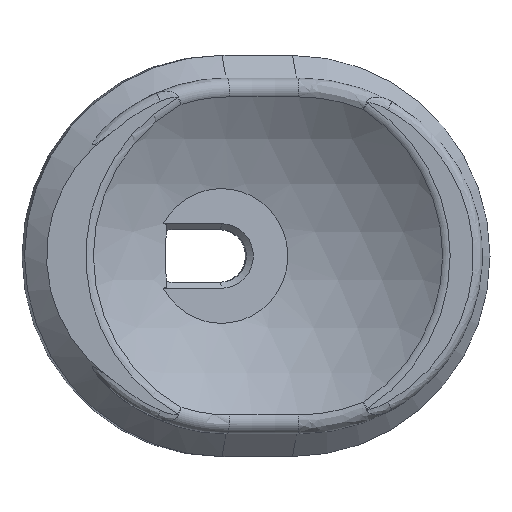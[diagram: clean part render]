
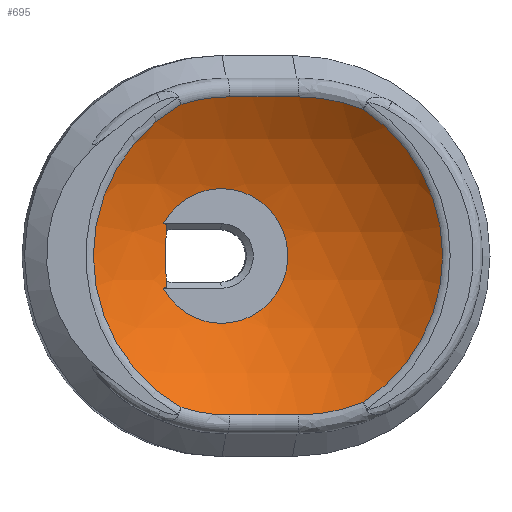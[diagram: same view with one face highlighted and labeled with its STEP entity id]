
A CAD part, top view. The second image highlights one B-rep face of the part: STEP entity #695.
In plain terms, the highlighted spherical face has radius 23.1 mm.
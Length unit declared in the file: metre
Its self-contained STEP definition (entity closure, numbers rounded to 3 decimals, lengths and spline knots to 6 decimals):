
#138=B_SPLINE_CURVE_WITH_KNOTS('',3,(#1047,#1048,#1049,#1050),
 .UNSPECIFIED.,.F.,.F.,(4,4),(0.,0.005686),.UNSPECIFIED.);
#139=B_SPLINE_CURVE_WITH_KNOTS('',3,(#1062,#1063,#1064,#1065),
 .UNSPECIFIED.,.F.,.F.,(4,4),(0.,0.00566),.UNSPECIFIED.);
#162=ORIENTED_EDGE('',*,*,#378,.T.);
#163=ORIENTED_EDGE('',*,*,#379,.T.);
#164=ORIENTED_EDGE('',*,*,#380,.T.);
#165=ORIENTED_EDGE('',*,*,#381,.T.);
#166=ORIENTED_EDGE('',*,*,#382,.T.);
#167=ORIENTED_EDGE('',*,*,#383,.T.);
#168=ORIENTED_EDGE('',*,*,#384,.T.);
#169=ORIENTED_EDGE('',*,*,#385,.T.);
#170=ORIENTED_EDGE('',*,*,#386,.F.);
#171=ORIENTED_EDGE('',*,*,#387,.T.);
#172=ORIENTED_EDGE('',*,*,#388,.F.);
#173=ORIENTED_EDGE('',*,*,#389,.T.);
#378=EDGE_CURVE('',#486,#487,#550,.T.);
#379=EDGE_CURVE('',#487,#488,#138,.T.);
#380=EDGE_CURVE('',#488,#489,#551,.F.);
#381=EDGE_CURVE('',#489,#490,#552,.T.);
#382=EDGE_CURVE('',#490,#491,#553,.T.);
#383=EDGE_CURVE('',#491,#492,#554,.T.);
#384=EDGE_CURVE('',#492,#493,#555,.F.);
#385=EDGE_CURVE('',#493,#486,#139,.T.);
#386=EDGE_CURVE('',#494,#495,#556,.T.);
#387=EDGE_CURVE('',#494,#496,#557,.T.);
#388=EDGE_CURVE('',#497,#496,#558,.T.);
#389=EDGE_CURVE('',#497,#495,#559,.T.);
#486=VERTEX_POINT('',#1045);
#487=VERTEX_POINT('',#1046);
#488=VERTEX_POINT('',#1051);
#489=VERTEX_POINT('',#1053);
#490=VERTEX_POINT('',#1055);
#491=VERTEX_POINT('',#1057);
#492=VERTEX_POINT('',#1059);
#493=VERTEX_POINT('',#1061);
#494=VERTEX_POINT('',#1067);
#495=VERTEX_POINT('',#1068);
#496=VERTEX_POINT('',#1070);
#497=VERTEX_POINT('',#1072);
#550=CIRCLE('',#757,0.014631);
#551=CIRCLE('',#758,0.018871);
#552=CIRCLE('',#759,0.013323);
#553=CIRCLE('',#760,0.014631);
#554=CIRCLE('',#761,0.013323);
#555=CIRCLE('',#762,0.018871);
#556=CIRCLE('',#763,0.022617);
#557=CIRCLE('',#764,0.014785);
#558=CIRCLE('',#765,0.005644);
#559=CIRCLE('',#766,0.014785);
#590=EDGE_LOOP('',(#162,#163,#164,#165,#166,#167,#168,#169));
#591=EDGE_LOOP('',(#170,#171,#172,#173));
#642=FACE_BOUND('',#590,.T.);
#643=FACE_BOUND('',#591,.T.);
#694=SPHERICAL_SURFACE('',#756,0.0231);
#695=ADVANCED_FACE('',(#642,#643),#694,.F.);
#756=AXIS2_PLACEMENT_3D('',#1043,#841,#842);
#757=AXIS2_PLACEMENT_3D('',#1044,#843,#844);
#758=AXIS2_PLACEMENT_3D('',#1052,#845,#846);
#759=AXIS2_PLACEMENT_3D('',#1054,#847,#848);
#760=AXIS2_PLACEMENT_3D('',#1056,#849,#850);
#761=AXIS2_PLACEMENT_3D('',#1058,#851,#852);
#762=AXIS2_PLACEMENT_3D('',#1060,#853,#854);
#763=AXIS2_PLACEMENT_3D('',#1066,#855,#856);
#764=AXIS2_PLACEMENT_3D('',#1069,#857,#858);
#765=AXIS2_PLACEMENT_3D('',#1071,#859,#860);
#766=AXIS2_PLACEMENT_3D('',#1073,#861,#862);
#841=DIRECTION('',(0.,1.,0.));
#842=DIRECTION('',(1.,0.,0.));
#843=DIRECTION('',(0.,0.,1.));
#844=DIRECTION('',(1.,0.,0.));
#845=DIRECTION('',(0.,-1.,0.));
#846=DIRECTION('',(0.,0.,-1.));
#847=DIRECTION('',(0.174,0.,0.985));
#848=DIRECTION('',(0.985,0.,-0.174));
#849=DIRECTION('',(0.,0.,1.));
#850=DIRECTION('',(1.,0.,0.));
#851=DIRECTION('',(0.174,0.,0.985));
#852=DIRECTION('',(0.985,0.,-0.174));
#853=DIRECTION('',(0.,1.,0.));
#854=DIRECTION('',(-1.,0.,0.));
#855=DIRECTION('',(-0.985,0.,0.174));
#856=DIRECTION('',(-0.174,0.,-0.985));
#857=DIRECTION('',(-0.123,0.707,-0.696));
#858=DIRECTION('',(0.,-0.702,-0.712));
#859=DIRECTION('',(0.174,0.,0.985));
#860=DIRECTION('',(-0.985,0.,0.174));
#861=DIRECTION('',(-0.123,-0.707,-0.696));
#862=DIRECTION('',(0.,-0.702,0.712));
#1043=CARTESIAN_POINT('',(0.0381,-0.00334,0.03));
#1044=CARTESIAN_POINT('',(0.0381,-0.00334,0.012124));
#1045=CARTESIAN_POINT('',(0.046085,-0.015599,0.012124));
#1046=CARTESIAN_POINT('',(0.046085,0.008919,0.012124));
#1047=CARTESIAN_POINT('',(0.046085,0.008919,0.012124));
#1048=CARTESIAN_POINT('',(0.04435,0.009625,0.011833));
#1049=CARTESIAN_POINT('',(0.042521,0.009983,0.011557));
#1050=CARTESIAN_POINT('',(0.040643,0.009983,0.011301));
#1051=CARTESIAN_POINT('',(0.040643,0.009983,0.011301));
#1052=CARTESIAN_POINT('',(0.0381,0.009983,0.03));
#1053=CARTESIAN_POINT('',(0.034823,0.009983,0.011416));
#1054=CARTESIAN_POINT('',(0.034823,-0.00334,0.011416));
#1055=CARTESIAN_POINT('',(0.030809,0.009344,0.012124));
#1056=CARTESIAN_POINT('',(0.0381,-0.00334,0.012124));
#1057=CARTESIAN_POINT('',(0.030809,-0.016024,0.012124));
#1058=CARTESIAN_POINT('',(0.034823,-0.00334,0.011416));
#1059=CARTESIAN_POINT('',(0.034823,-0.016663,0.011416));
#1060=CARTESIAN_POINT('',(0.0381,-0.016663,0.03));
#1061=CARTESIAN_POINT('',(0.040643,-0.016663,0.011301));
#1062=CARTESIAN_POINT('',(0.040643,-0.016663,0.011301));
#1063=CARTESIAN_POINT('',(0.042515,-0.016663,0.011556));
#1064=CARTESIAN_POINT('',(0.044356,-0.016303,0.011834));
#1065=CARTESIAN_POINT('',(0.046085,-0.015599,0.012124));
#1066=CARTESIAN_POINT('',(0.033471,-0.00334,0.030816));
#1067=CARTESIAN_POINT('',(0.029571,-0.000702,0.008695));
#1068=CARTESIAN_POINT('',(0.029571,-0.005978,0.008695));
#1069=CARTESIAN_POINT('',(0.035921,0.00921,0.017641));
#1070=CARTESIAN_POINT('',(0.02933,-0.00064,0.008801));
#1071=CARTESIAN_POINT('',(0.03421,-0.00334,0.00794));
#1072=CARTESIAN_POINT('',(0.02933,-0.00604,0.008801));
#1073=CARTESIAN_POINT('',(0.035921,-0.01589,0.017641));
